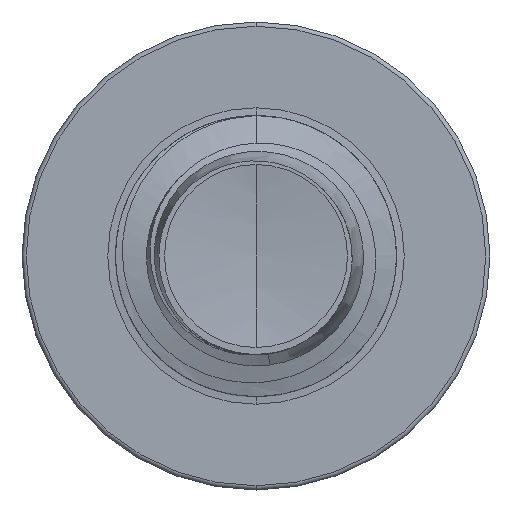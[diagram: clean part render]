
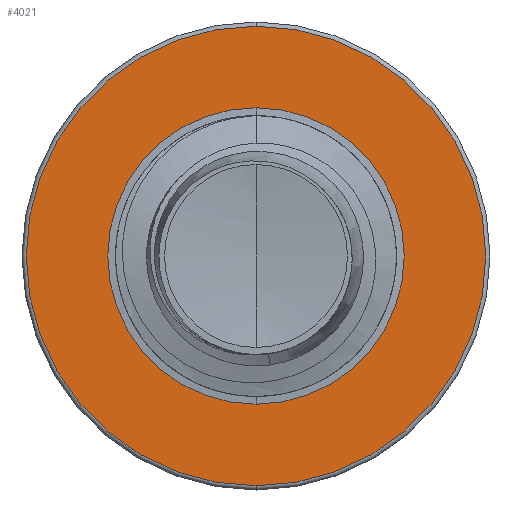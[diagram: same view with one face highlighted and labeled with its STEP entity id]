
A CAD part, front view. The second image highlights one B-rep face of the part: STEP entity #4021.
In plain terms, the highlighted planar face has unit normal (0, -1, 0).
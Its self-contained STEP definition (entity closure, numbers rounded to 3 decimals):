
#301 = DIRECTION ( 'NONE',  ( 0., 0., 1. ) ) ;
#514 = FACE_BOUND ( 'NONE', #18227, .T. ) ;
#826 = CIRCLE ( 'NONE', #8485, 2.375 ) ;
#1284 = AXIS2_PLACEMENT_3D ( 'NONE', #5676, #18235, #7631 ) ;
#1348 = CARTESIAN_POINT ( 'NONE',  ( 0., 12.5, 0. ) ) ;
#2798 = EDGE_LOOP ( 'NONE', ( #18714, #10478 ) ) ;
#3325 = DIRECTION ( 'NONE',  ( 0., 0., 1. ) ) ;
#3353 = VERTEX_POINT ( 'NONE', #7694 ) ;
#4021 = ADVANCED_FACE ( 'NONE', ( #5796, #514 ), #16939, .F. ) ;
#4417 = DIRECTION ( 'NONE',  ( 0., 0., 1. ) ) ;
#4599 = AXIS2_PLACEMENT_3D ( 'NONE', #19199, #8753, #20836 ) ;
#5644 = ORIENTED_EDGE ( 'NONE', *, *, #20824, .T. ) ;
#5676 = CARTESIAN_POINT ( 'NONE',  ( 0., 12.5, 0. ) ) ;
#5796 = FACE_OUTER_BOUND ( 'NONE', #2798, .T. ) ;
#6445 = VERTEX_POINT ( 'NONE', #18478 ) ;
#7610 = AXIS2_PLACEMENT_3D ( 'NONE', #1348, #14455, #3325 ) ;
#7631 = DIRECTION ( 'NONE',  ( 0., 0., 1. ) ) ;
#7694 = CARTESIAN_POINT ( 'NONE',  ( 0., 12.5, 3.683 ) ) ;
#8485 = AXIS2_PLACEMENT_3D ( 'NONE', #22052, #11915, #301 ) ;
#8753 = DIRECTION ( 'NONE',  ( 0., 1., 0. ) ) ;
#9353 = CIRCLE ( 'NONE', #1284, 2.375 ) ;
#9932 = CIRCLE ( 'NONE', #4599, 3.683 ) ;
#10430 = VERTEX_POINT ( 'NONE', #23472 ) ;
#10478 = ORIENTED_EDGE ( 'NONE', *, *, #20361, .F. ) ;
#10582 = CIRCLE ( 'NONE', #7610, 3.683 ) ;
#11915 = DIRECTION ( 'NONE',  ( 0., 1., 0. ) ) ;
#13710 = CARTESIAN_POINT ( 'NONE',  ( 0., 12.5, -2.375 ) ) ;
#14145 = AXIS2_PLACEMENT_3D ( 'NONE', #13710, #15413, #4417 ) ;
#14455 = DIRECTION ( 'NONE',  ( 0., 1., 0. ) ) ;
#15413 = DIRECTION ( 'NONE',  ( 0., 1., 0. ) ) ;
#15547 = EDGE_CURVE ( 'NONE', #6445, #10430, #826, .T. ) ;
#15881 = EDGE_CURVE ( 'NONE', #3353, #20251, #10582, .T. ) ;
#16939 = PLANE ( 'NONE',  #14145 ) ;
#17460 = ORIENTED_EDGE ( 'NONE', *, *, #15547, .T. ) ;
#18227 = EDGE_LOOP ( 'NONE', ( #5644, #17460 ) ) ;
#18235 = DIRECTION ( 'NONE',  ( 0., 1., 0. ) ) ;
#18478 = CARTESIAN_POINT ( 'NONE',  ( 0., 12.5, -2.375 ) ) ;
#18714 = ORIENTED_EDGE ( 'NONE', *, *, #15881, .F. ) ;
#19199 = CARTESIAN_POINT ( 'NONE',  ( 0., 12.5, 0. ) ) ;
#20185 = CARTESIAN_POINT ( 'NONE',  ( 0., 12.5, -3.682 ) ) ;
#20251 = VERTEX_POINT ( 'NONE', #20185 ) ;
#20361 = EDGE_CURVE ( 'NONE', #20251, #3353, #9932, .T. ) ;
#20824 = EDGE_CURVE ( 'NONE', #10430, #6445, #9353, .T. ) ;
#20836 = DIRECTION ( 'NONE',  ( 0., 0., 1. ) ) ;
#22052 = CARTESIAN_POINT ( 'NONE',  ( 0., 12.5, 0. ) ) ;
#23472 = CARTESIAN_POINT ( 'NONE',  ( 0., 12.5, 2.375 ) ) ;
